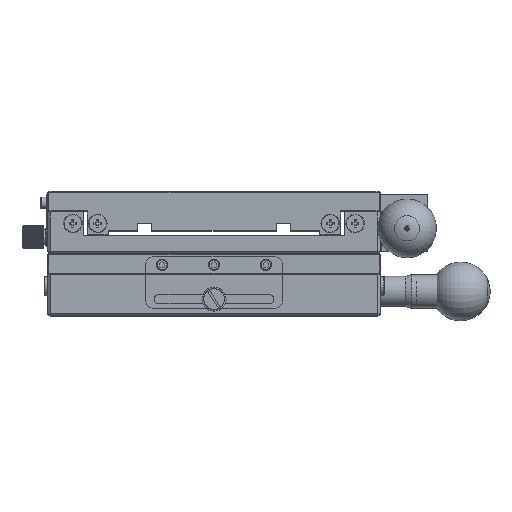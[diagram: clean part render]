
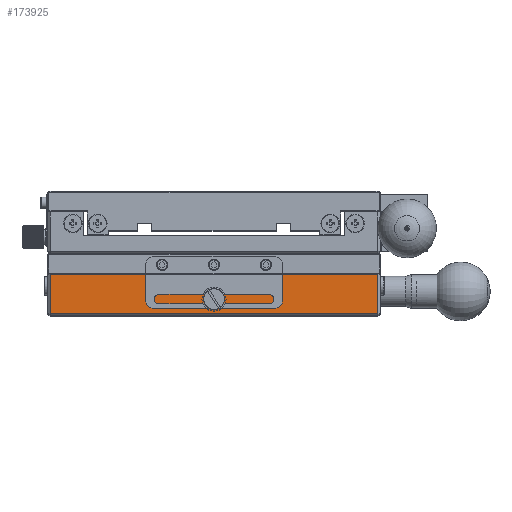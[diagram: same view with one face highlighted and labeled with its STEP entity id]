
A CAD part, top view. The second image highlights one B-rep face of the part: STEP entity #173925.
In plain terms, the highlighted planar face has unit normal (0, 0, 1).
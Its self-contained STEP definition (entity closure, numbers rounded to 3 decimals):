
#3942 = VECTOR ( 'NONE', #197657, 1000. ) ;
#8354 = LINE ( 'NONE', #70901, #3942 ) ;
#10930 = EDGE_CURVE ( 'NONE', #44417, #110039, #64945, .T. ) ;
#12073 = VECTOR ( 'NONE', #194466, 1000. ) ;
#15379 = CARTESIAN_POINT ( 'NONE',  ( -1., -59., 0. ) ) ;
#24329 = VECTOR ( 'NONE', #181270, 1000. ) ;
#25407 = CARTESIAN_POINT ( 'NONE',  ( -80., -52., 0. ) ) ;
#27526 = EDGE_LOOP ( 'NONE', ( #59538 ) ) ;
#28477 = DIRECTION ( 'NONE',  ( 0., 0., -1. ) ) ;
#31103 = DIRECTION ( 'NONE',  ( 1., 0., 0. ) ) ;
#38424 = CARTESIAN_POINT ( 'NONE',  ( -1., -40., 0. ) ) ;
#39491 = EDGE_CURVE ( 'NONE', #44417, #116064, #8354, .T. ) ;
#44417 = VERTEX_POINT ( 'NONE', #183076 ) ;
#59538 = ORIENTED_EDGE ( 'NONE', *, *, #108450, .F. ) ;
#62259 = EDGE_LOOP ( 'NONE', ( #115770, #80644, #184430, #166828 ) ) ;
#64945 = LINE ( 'NONE', #124256, #145907 ) ;
#70901 = CARTESIAN_POINT ( 'NONE',  ( -159., -40., 0. ) ) ;
#71892 = LINE ( 'NONE', #100557, #24329 ) ;
#72736 = CARTESIAN_POINT ( 'NONE',  ( 0., -40., 0. ) ) ;
#74611 = DIRECTION ( 'NONE',  ( 0., 0., 1. ) ) ;
#75648 = DIRECTION ( 'NONE',  ( 1., 0., 0. ) ) ;
#78672 = FACE_BOUND ( 'NONE', #27526, .T. ) ;
#80644 = ORIENTED_EDGE ( 'NONE', *, *, #193144, .F. ) ;
#87897 = DIRECTION ( 'NONE',  ( 1., 0., 0. ) ) ;
#92939 = FACE_OUTER_BOUND ( 'NONE', #62259, .T. ) ;
#96877 = VERTEX_POINT ( 'NONE', #38424 ) ;
#100557 = CARTESIAN_POINT ( 'NONE',  ( -1., -40., 0. ) ) ;
#108450 = EDGE_CURVE ( 'NONE', #127180, #127180, #170303, .T. ) ;
#110039 = VERTEX_POINT ( 'NONE', #15379 ) ;
#115770 = ORIENTED_EDGE ( 'NONE', *, *, #120129, .F. ) ;
#116064 = VERTEX_POINT ( 'NONE', #130988 ) ;
#120129 = EDGE_CURVE ( 'NONE', #96877, #110039, #71892, .T. ) ;
#124256 = CARTESIAN_POINT ( 'NONE',  ( 0., -59., 0. ) ) ;
#127180 = VERTEX_POINT ( 'NONE', #161886 ) ;
#130988 = CARTESIAN_POINT ( 'NONE',  ( -159., -40., 0. ) ) ;
#134070 = LINE ( 'NONE', #72736, #12073 ) ;
#145907 = VECTOR ( 'NONE', #31103, 1000. ) ;
#147364 = AXIS2_PLACEMENT_3D ( 'NONE', #25407, #74611, #87897 ) ;
#157375 = PLANE ( 'NONE',  #191101 ) ;
#161886 = CARTESIAN_POINT ( 'NONE',  ( -76., -52., 0. ) ) ;
#166828 = ORIENTED_EDGE ( 'NONE', *, *, #10930, .T. ) ;
#170303 = CIRCLE ( 'NONE', #147364, 4. ) ;
#173925 = ADVANCED_FACE ( 'NONE', ( #92939, #78672 ), #157375, .F. ) ;
#181270 = DIRECTION ( 'NONE',  ( 0., -1., 0. ) ) ;
#183076 = CARTESIAN_POINT ( 'NONE',  ( -159., -59., 0. ) ) ;
#184430 = ORIENTED_EDGE ( 'NONE', *, *, #39491, .F. ) ;
#189071 = CARTESIAN_POINT ( 'NONE',  ( 0., -40., 0. ) ) ;
#191101 = AXIS2_PLACEMENT_3D ( 'NONE', #189071, #28477, #75648 ) ;
#193144 = EDGE_CURVE ( 'NONE', #116064, #96877, #134070, .T. ) ;
#194466 = DIRECTION ( 'NONE',  ( 1., 0., 0. ) ) ;
#197657 = DIRECTION ( 'NONE',  ( 0., 1., 0. ) ) ;
